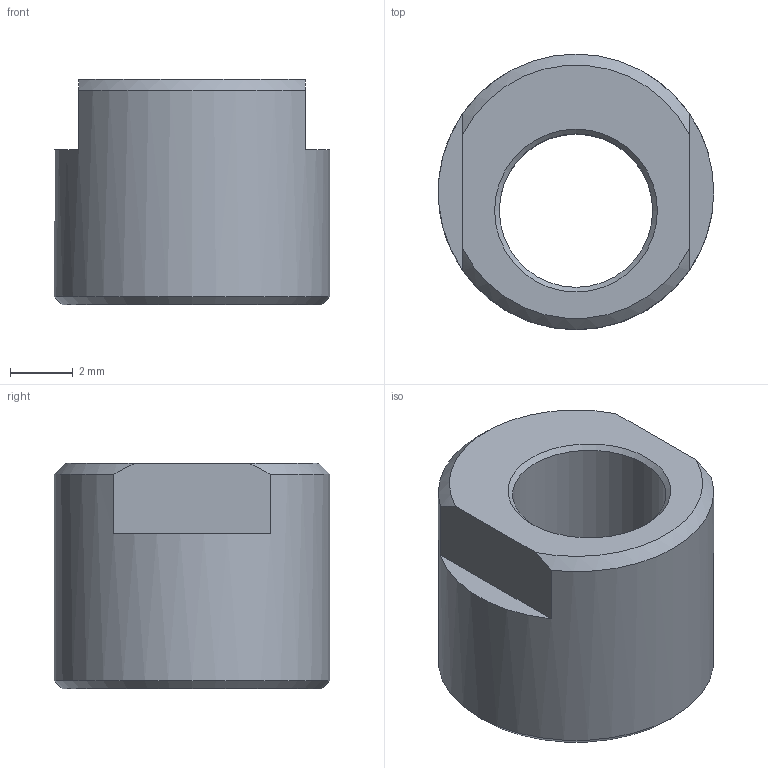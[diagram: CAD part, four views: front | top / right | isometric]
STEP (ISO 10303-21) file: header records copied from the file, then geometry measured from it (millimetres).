
FILE_DESCRIPTION(('FreeCAD Model'),'2;1');
FILE_NAME('eccentric-bushing-for-wooden-humphrey-m5-screw-9mm-hole-8mm-stock.step','2020-05-08T18:14:35',(''),(''), 'Open CASCADE STEP processor 7.3','FreeCAD','Unknown');
FILE_SCHEMA(('AUTOMOTIVE_DESIGN { 1 0 10303 214 1 1 1 1 }'));
Length unit declared in the file: millimetre
Products named in the file (1): Eccentric-bearing-bushing
Bounding box: 8.8 x 8.8 x 7.2 mm (x, y, z)
Volume: 288 mm3; surface area: 381.7 mm2
Topology: 1 solids, 1 shells, 13 faces, 30 edges, 19 vertices
Faces by surface type: plane 6, cone 5, cylinder 2
Full cylindrical faces by diameter (mm): 4.9 x1, 8.8 x1
Entity records: 804 total; most frequent: CARTESIAN_POINT 171, DIRECTION 119, ORIENTED_EDGE 60, PCURVE 60, DEFINITIONAL_REPRESENTATION 60, LINE 49, VECTOR 49, AXIS2_PLACEMENT_3D 31
